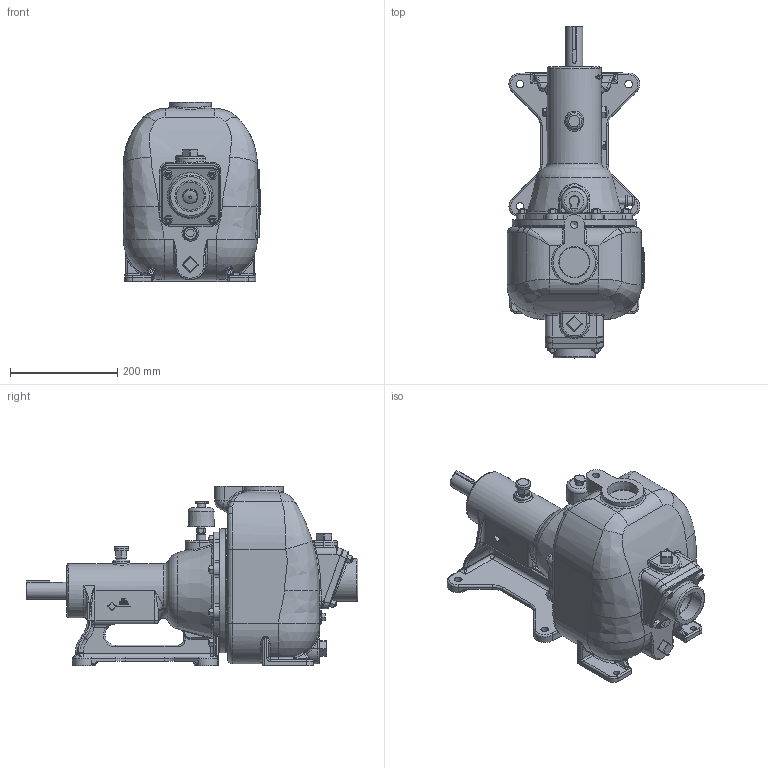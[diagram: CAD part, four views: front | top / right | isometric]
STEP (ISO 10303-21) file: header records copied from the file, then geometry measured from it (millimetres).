
FILE_DESCRIPTION(/* description */ ('Unknown'),/* implementation_level */ '2;1');
FILE_NAME(/* name */ '17772',/* time_stamp */ '2026-01-20T15:15:40-05:00',/* author */ ('KMW'),/* organization */ ('The Gorman-Rupp Company'),/* preprocessor_version */ 'ST-DEVELOPER v16.7',/* originating_system */ 'DEX',/* authorisation */ $);
FILE_SCHEMA (('CONFIG_CONTROL_DESIGN'));
Products named in the file (1): 17772
Bounding box: 256.73 x 620.33 x 334.77 mm (x, y, z)
Volume: 17394438.9 mm3; surface area: 717194.1 mm2
Topology: 1 solids, 17 shells, 2477 faces, 5941 edges, 3441 vertices
Faces by surface type: plane 855, cylinder 822, bspline 331, torus 260, sphere 170, cone 39
Full cylindrical faces by diameter (mm): 2.032 x2, 5.105 x1, 9.389 x12, 9.525 x20, 11.112 x12, 11.176 x2, 12.7 x1, 13.259 x1, 13.487 x2, 13.513 x1, 13.716 x1, 14.287 x4, 15.57 x1, 17.475 x1, 18.288 x1, 18.849 x1, 21.438 x1, 22.225 x1, 25.4 x1, 27.432 x1, 28.575 x1, 31.737 x1, 52.324 x1, 56.358 x1, 57.379 x1, 79.248 x1, 101.6 x1, 163.576 x1, 231.648 x2
Entity records: 94304 total; most frequent: CARTESIAN_POINT 22163, DIRECTION 11774, ORIENTED_EDGE 11060, EDGE_CURVE 5530, AXIS2_PLACEMENT_3D 4590, VERTEX_POINT 3360, FACE_BOUND 2790, EDGE_LOOP 2788
